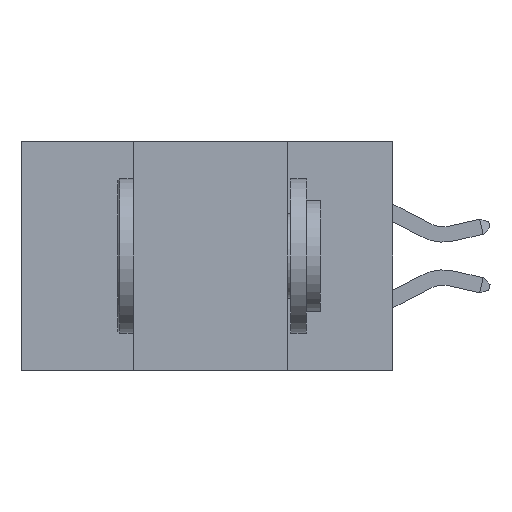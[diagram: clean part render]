
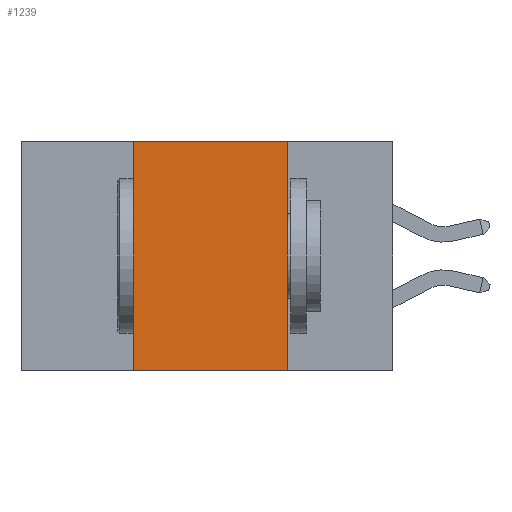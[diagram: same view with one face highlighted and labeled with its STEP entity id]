
A CAD part, left-side view. The second image highlights one B-rep face of the part: STEP entity #1239.
In plain terms, the highlighted planar face has unit normal (-1, 0, 0).
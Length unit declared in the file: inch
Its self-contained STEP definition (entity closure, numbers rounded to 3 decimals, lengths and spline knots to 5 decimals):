
#1064 = DIRECTION ( 'NONE',  ( 0., -1., 0. ) ) ;
#1239 = ADVANCED_FACE ( 'NONE', ( #22043 ), #11195, .F. ) ;
#2267 = DIRECTION ( 'NONE',  ( 0., 0., 1. ) ) ;
#2768 = CARTESIAN_POINT ( 'NONE',  ( 0., 0.42, 0. ) ) ;
#2907 = ORIENTED_EDGE ( 'NONE', *, *, #6853, .F. ) ;
#4266 = CARTESIAN_POINT ( 'NONE',  ( 0., 0.42, 0. ) ) ;
#4311 = VECTOR ( 'NONE', #2267, 39.37008 ) ;
#5822 = LINE ( 'NONE', #13731, #10396 ) ;
#5895 = LINE ( 'NONE', #4266, #4311 ) ;
#6853 = EDGE_CURVE ( 'NONE', #19421, #11539, #21793, .T. ) ;
#8718 = ORIENTED_EDGE ( 'NONE', *, *, #24413, .T. ) ;
#9035 = AXIS2_PLACEMENT_3D ( 'NONE', #21099, #13651, #22939 ) ;
#9492 = VECTOR ( 'NONE', #15465, 39.37008 ) ;
#9884 = CARTESIAN_POINT ( 'NONE',  ( 0., 0.42, -0.37 ) ) ;
#10275 = ORIENTED_EDGE ( 'NONE', *, *, #18452, .F. ) ;
#10396 = VECTOR ( 'NONE', #13400, 39.37008 ) ;
#11195 = PLANE ( 'NONE',  #9035 ) ;
#11450 = CARTESIAN_POINT ( 'NONE',  ( 0., 0.17, 0. ) ) ;
#11539 = VERTEX_POINT ( 'NONE', #21687 ) ;
#13400 = DIRECTION ( 'NONE',  ( 0., -1., 0. ) ) ;
#13651 = DIRECTION ( 'NONE',  ( 1., 0., 0. ) ) ;
#13731 = CARTESIAN_POINT ( 'NONE',  ( 0., 0.6, -0.37 ) ) ;
#15465 = DIRECTION ( 'NONE',  ( 0., 0., -1. ) ) ;
#18452 = EDGE_CURVE ( 'NONE', #19007, #19421, #18923, .T. ) ;
#18923 = LINE ( 'NONE', #23113, #23600 ) ;
#19007 = VERTEX_POINT ( 'NONE', #2768 ) ;
#19421 = VERTEX_POINT ( 'NONE', #20136 ) ;
#20136 = CARTESIAN_POINT ( 'NONE',  ( 0., 0.17, 0. ) ) ;
#21099 = CARTESIAN_POINT ( 'NONE',  ( 0., 0.6, 0. ) ) ;
#21459 = EDGE_LOOP ( 'NONE', ( #2907, #10275, #25017, #8718 ) ) ;
#21676 = EDGE_CURVE ( 'NONE', #22940, #19007, #5895, .T. ) ;
#21687 = CARTESIAN_POINT ( 'NONE',  ( 0., 0.17, -0.37 ) ) ;
#21793 = LINE ( 'NONE', #11450, #9492 ) ;
#22043 = FACE_OUTER_BOUND ( 'NONE', #21459, .T. ) ;
#22939 = DIRECTION ( 'NONE',  ( 0., 0., -1. ) ) ;
#22940 = VERTEX_POINT ( 'NONE', #9884 ) ;
#23113 = CARTESIAN_POINT ( 'NONE',  ( 0., 0.6, 0. ) ) ;
#23600 = VECTOR ( 'NONE', #1064, 39.37008 ) ;
#24413 = EDGE_CURVE ( 'NONE', #22940, #11539, #5822, .T. ) ;
#25017 = ORIENTED_EDGE ( 'NONE', *, *, #21676, .F. ) ;
